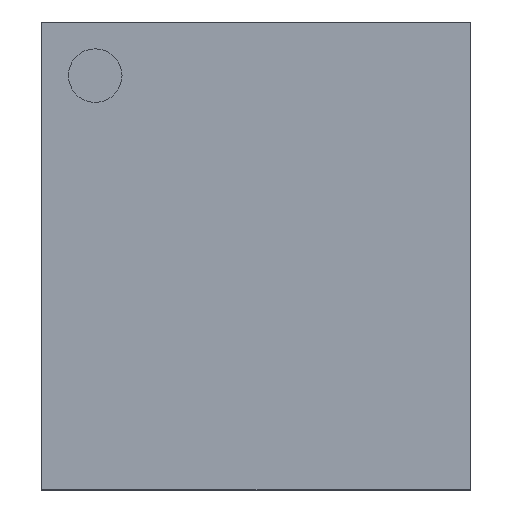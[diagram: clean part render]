
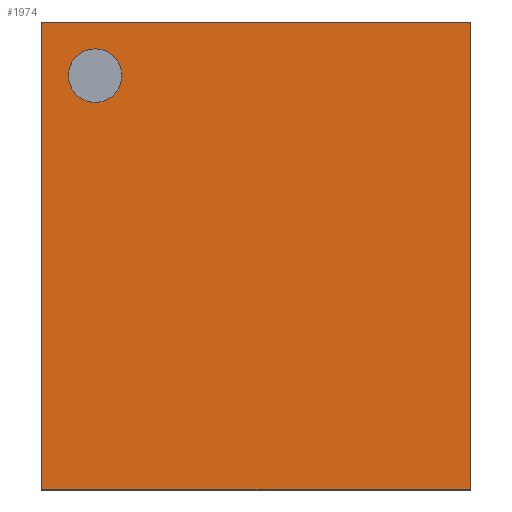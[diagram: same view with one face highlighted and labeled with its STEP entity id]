
A CAD part, top view. The second image highlights one B-rep face of the part: STEP entity #1974.
In plain terms, the highlighted planar face has unit normal (0, 0, 1).
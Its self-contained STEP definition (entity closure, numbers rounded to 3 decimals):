
#1785 = VERTEX_POINT('',#1786);
#1786 = CARTESIAN_POINT('',(-1.478,-1.613,0.399));
#1793 = PLANE('',#1794);
#1794 = AXIS2_PLACEMENT_3D('',#1795,#1796,#1797);
#1795 = CARTESIAN_POINT('',(-1.478,-1.613,0.22));
#1796 = DIRECTION('',(1.,0.,0.));
#1797 = DIRECTION('',(0.,0.,1.));
#1805 = PLANE('',#1806);
#1806 = AXIS2_PLACEMENT_3D('',#1807,#1808,#1809);
#1807 = CARTESIAN_POINT('',(-1.478,-1.613,0.22));
#1808 = DIRECTION('',(0.,1.,0.));
#1809 = DIRECTION('',(0.,0.,1.));
#1846 = VERTEX_POINT('',#1847);
#1847 = CARTESIAN_POINT('',(-1.478,1.613,0.399));
#1861 = PLANE('',#1862);
#1862 = AXIS2_PLACEMENT_3D('',#1863,#1864,#1865);
#1863 = CARTESIAN_POINT('',(-1.478,1.613,0.22));
#1864 = DIRECTION('',(0.,1.,0.));
#1865 = DIRECTION('',(0.,0.,1.));
#1873 = EDGE_CURVE('',#1785,#1846,#1874,.T.);
#1874 = SURFACE_CURVE('',#1875,(#1879,#1886),.PCURVE_S1.);
#1875 = LINE('',#1876,#1877);
#1876 = CARTESIAN_POINT('',(-1.478,-1.613,0.399));
#1877 = VECTOR('',#1878,1.);
#1878 = DIRECTION('',(0.,1.,0.));
#1879 = PCURVE('',#1793,#1880);
#1880 = DEFINITIONAL_REPRESENTATION('',(#1881),#1885);
#1881 = LINE('',#1882,#1883);
#1882 = CARTESIAN_POINT('',(0.179,0.));
#1883 = VECTOR('',#1884,1.);
#1884 = DIRECTION('',(0.,-1.));
#1885 = ( GEOMETRIC_REPRESENTATION_CONTEXT(2) 
PARAMETRIC_REPRESENTATION_CONTEXT() REPRESENTATION_CONTEXT('2D SPACE',''
  ) );
#1886 = PCURVE('',#1887,#1892);
#1887 = PLANE('',#1888);
#1888 = AXIS2_PLACEMENT_3D('',#1889,#1890,#1891);
#1889 = CARTESIAN_POINT('',(-1.478,-1.613,0.399));
#1890 = DIRECTION('',(0.,0.,1.));
#1891 = DIRECTION('',(1.,0.,0.));
#1892 = DEFINITIONAL_REPRESENTATION('',(#1893),#1897);
#1893 = LINE('',#1894,#1895);
#1894 = CARTESIAN_POINT('',(0.,0.));
#1895 = VECTOR('',#1896,1.);
#1896 = DIRECTION('',(0.,1.));
#1897 = ( GEOMETRIC_REPRESENTATION_CONTEXT(2) 
PARAMETRIC_REPRESENTATION_CONTEXT() REPRESENTATION_CONTEXT('2D SPACE',''
  ) );
#1926 = EDGE_CURVE('',#1785,#1927,#1929,.T.);
#1927 = VERTEX_POINT('',#1928);
#1928 = CARTESIAN_POINT('',(1.478,-1.613,0.399));
#1929 = SURFACE_CURVE('',#1930,(#1934,#1941),.PCURVE_S1.);
#1930 = LINE('',#1931,#1932);
#1931 = CARTESIAN_POINT('',(-1.478,-1.613,0.399));
#1932 = VECTOR('',#1933,1.);
#1933 = DIRECTION('',(1.,0.,0.));
#1934 = PCURVE('',#1805,#1935);
#1935 = DEFINITIONAL_REPRESENTATION('',(#1936),#1940);
#1936 = LINE('',#1937,#1938);
#1937 = CARTESIAN_POINT('',(0.179,0.));
#1938 = VECTOR('',#1939,1.);
#1939 = DIRECTION('',(0.,1.));
#1940 = ( GEOMETRIC_REPRESENTATION_CONTEXT(2) 
PARAMETRIC_REPRESENTATION_CONTEXT() REPRESENTATION_CONTEXT('2D SPACE',''
  ) );
#1941 = PCURVE('',#1887,#1942);
#1942 = DEFINITIONAL_REPRESENTATION('',(#1943),#1947);
#1943 = LINE('',#1944,#1945);
#1944 = CARTESIAN_POINT('',(0.,0.));
#1945 = VECTOR('',#1946,1.);
#1946 = DIRECTION('',(1.,0.));
#1947 = ( GEOMETRIC_REPRESENTATION_CONTEXT(2) 
PARAMETRIC_REPRESENTATION_CONTEXT() REPRESENTATION_CONTEXT('2D SPACE',''
  ) );
#1963 = PLANE('',#1964);
#1964 = AXIS2_PLACEMENT_3D('',#1965,#1966,#1967);
#1965 = CARTESIAN_POINT('',(1.478,-1.613,0.22));
#1966 = DIRECTION('',(1.,0.,0.));
#1967 = DIRECTION('',(0.,0.,1.));
#1974 = ADVANCED_FACE('',(#1975,#2023),#1887,.T.);
#1975 = FACE_BOUND('',#1976,.T.);
#1976 = EDGE_LOOP('',(#1977,#1978,#1979,#2002));
#1977 = ORIENTED_EDGE('',*,*,#1873,.F.);
#1978 = ORIENTED_EDGE('',*,*,#1926,.T.);
#1979 = ORIENTED_EDGE('',*,*,#1980,.T.);
#1980 = EDGE_CURVE('',#1927,#1981,#1983,.T.);
#1981 = VERTEX_POINT('',#1982);
#1982 = CARTESIAN_POINT('',(1.478,1.613,0.399));
#1983 = SURFACE_CURVE('',#1984,(#1988,#1995),.PCURVE_S1.);
#1984 = LINE('',#1985,#1986);
#1985 = CARTESIAN_POINT('',(1.478,-1.613,0.399));
#1986 = VECTOR('',#1987,1.);
#1987 = DIRECTION('',(0.,1.,0.));
#1988 = PCURVE('',#1887,#1989);
#1989 = DEFINITIONAL_REPRESENTATION('',(#1990),#1994);
#1990 = LINE('',#1991,#1992);
#1991 = CARTESIAN_POINT('',(2.956,0.));
#1992 = VECTOR('',#1993,1.);
#1993 = DIRECTION('',(0.,1.));
#1994 = ( GEOMETRIC_REPRESENTATION_CONTEXT(2) 
PARAMETRIC_REPRESENTATION_CONTEXT() REPRESENTATION_CONTEXT('2D SPACE',''
  ) );
#1995 = PCURVE('',#1963,#1996);
#1996 = DEFINITIONAL_REPRESENTATION('',(#1997),#2001);
#1997 = LINE('',#1998,#1999);
#1998 = CARTESIAN_POINT('',(0.179,0.));
#1999 = VECTOR('',#2000,1.);
#2000 = DIRECTION('',(0.,-1.));
#2001 = ( GEOMETRIC_REPRESENTATION_CONTEXT(2) 
PARAMETRIC_REPRESENTATION_CONTEXT() REPRESENTATION_CONTEXT('2D SPACE',''
  ) );
#2002 = ORIENTED_EDGE('',*,*,#2003,.F.);
#2003 = EDGE_CURVE('',#1846,#1981,#2004,.T.);
#2004 = SURFACE_CURVE('',#2005,(#2009,#2016),.PCURVE_S1.);
#2005 = LINE('',#2006,#2007);
#2006 = CARTESIAN_POINT('',(-1.478,1.613,0.399));
#2007 = VECTOR('',#2008,1.);
#2008 = DIRECTION('',(1.,0.,0.));
#2009 = PCURVE('',#1887,#2010);
#2010 = DEFINITIONAL_REPRESENTATION('',(#2011),#2015);
#2011 = LINE('',#2012,#2013);
#2012 = CARTESIAN_POINT('',(0.,3.226));
#2013 = VECTOR('',#2014,1.);
#2014 = DIRECTION('',(1.,0.));
#2015 = ( GEOMETRIC_REPRESENTATION_CONTEXT(2) 
PARAMETRIC_REPRESENTATION_CONTEXT() REPRESENTATION_CONTEXT('2D SPACE',''
  ) );
#2016 = PCURVE('',#1861,#2017);
#2017 = DEFINITIONAL_REPRESENTATION('',(#2018),#2022);
#2018 = LINE('',#2019,#2020);
#2019 = CARTESIAN_POINT('',(0.179,0.));
#2020 = VECTOR('',#2021,1.);
#2021 = DIRECTION('',(0.,1.));
#2022 = ( GEOMETRIC_REPRESENTATION_CONTEXT(2) 
PARAMETRIC_REPRESENTATION_CONTEXT() REPRESENTATION_CONTEXT('2D SPACE',''
  ) );
#2023 = FACE_BOUND('',#2024,.T.);
#2024 = EDGE_LOOP('',(#2025));
#2025 = ORIENTED_EDGE('',*,*,#2026,.F.);
#2026 = EDGE_CURVE('',#2027,#2027,#2029,.T.);
#2027 = VERTEX_POINT('',#2028);
#2028 = CARTESIAN_POINT('',(-0.924,1.244,0.399));
#2029 = SURFACE_CURVE('',#2030,(#2035,#2042),.PCURVE_S1.);
#2030 = CIRCLE('',#2031,0.185);
#2031 = AXIS2_PLACEMENT_3D('',#2032,#2033,#2034);
#2032 = CARTESIAN_POINT('',(-1.109,1.244,0.399));
#2033 = DIRECTION('',(0.,0.,1.));
#2034 = DIRECTION('',(1.,0.,0.));
#2035 = PCURVE('',#1887,#2036);
#2036 = DEFINITIONAL_REPRESENTATION('',(#2037),#2041);
#2037 = CIRCLE('',#2038,0.185);
#2038 = AXIS2_PLACEMENT_2D('',#2039,#2040);
#2039 = CARTESIAN_POINT('',(0.37,2.857));
#2040 = DIRECTION('',(1.,0.));
#2041 = ( GEOMETRIC_REPRESENTATION_CONTEXT(2) 
PARAMETRIC_REPRESENTATION_CONTEXT() REPRESENTATION_CONTEXT('2D SPACE',''
  ) );
#2042 = PCURVE('',#2043,#2048);
#2043 = CYLINDRICAL_SURFACE('',#2044,0.185);
#2044 = AXIS2_PLACEMENT_3D('',#2045,#2046,#2047);
#2045 = CARTESIAN_POINT('',(-1.109,1.244,0.359));
#2046 = DIRECTION('',(0.,0.,1.));
#2047 = DIRECTION('',(1.,0.,0.));
#2048 = DEFINITIONAL_REPRESENTATION('',(#2049),#2053);
#2049 = LINE('',#2050,#2051);
#2050 = CARTESIAN_POINT('',(0.,0.04));
#2051 = VECTOR('',#2052,1.);
#2052 = DIRECTION('',(1.,0.));
#2053 = ( GEOMETRIC_REPRESENTATION_CONTEXT(2) 
PARAMETRIC_REPRESENTATION_CONTEXT() REPRESENTATION_CONTEXT('2D SPACE',''
  ) );
